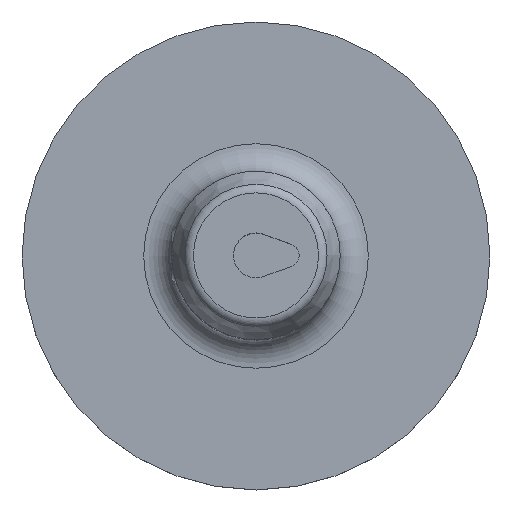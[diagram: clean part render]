
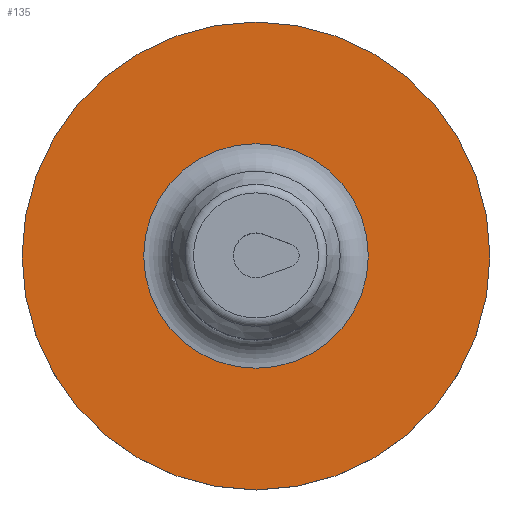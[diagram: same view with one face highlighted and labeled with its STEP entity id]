
A CAD part, top view. The second image highlights one B-rep face of the part: STEP entity #135.
In plain terms, the highlighted planar face has unit normal (0, 0, 1).
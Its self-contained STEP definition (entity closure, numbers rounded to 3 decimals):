
#109=PLANE('',#385);
#135=ADVANCED_FACE('',(#174,#175),#109,.F.);
#174=FACE_BOUND('',#198,.T.);
#175=FACE_BOUND('',#199,.T.);
#198=EDGE_LOOP('',(#241));
#199=EDGE_LOOP('',(#242));
#241=ORIENTED_EDGE('',*,*,#335,.T.);
#242=ORIENTED_EDGE('',*,*,#336,.T.);
#309=VERTEX_POINT('',#599);
#310=VERTEX_POINT('',#601);
#335=EDGE_CURVE('',#309,#309,#361,.T.);
#336=EDGE_CURVE('',#310,#310,#362,.T.);
#361=CIRCLE('',#383,12.);
#362=CIRCLE('',#384,25.);
#383=AXIS2_PLACEMENT_3D('',#598,#435,#436);
#384=AXIS2_PLACEMENT_3D('',#600,#437,#438);
#385=AXIS2_PLACEMENT_3D('',#602,#439,#440);
#435=DIRECTION('',(0.,0.,-1.));
#436=DIRECTION('',(-1.,0.,0.));
#437=DIRECTION('',(0.,0.,1.));
#438=DIRECTION('',(-1.,0.,0.));
#439=DIRECTION('',(0.,0.,-1.));
#440=DIRECTION('',(1.,0.,0.));
#598=CARTESIAN_POINT('',(0.,0.,5.));
#599=CARTESIAN_POINT('',(-12.,0.,5.));
#600=CARTESIAN_POINT('',(0.,0.,5.));
#601=CARTESIAN_POINT('',(-25.,0.,5.));
#602=CARTESIAN_POINT('',(0.,0.,5.));
